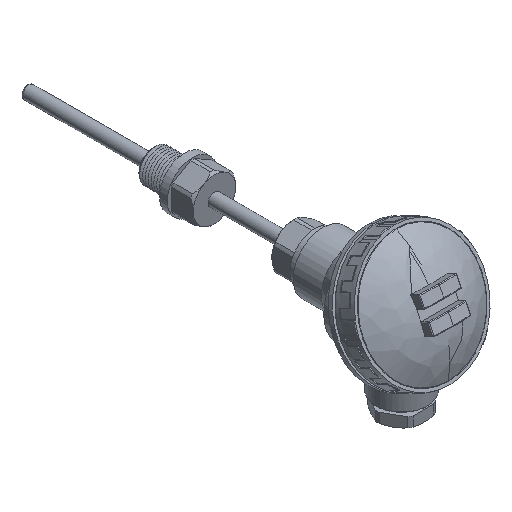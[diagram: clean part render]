
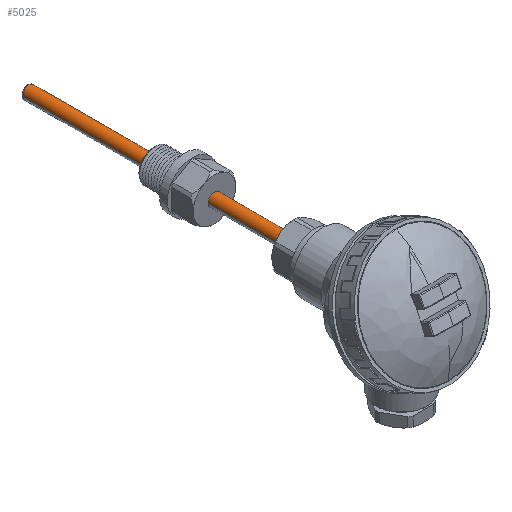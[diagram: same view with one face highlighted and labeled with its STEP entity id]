
A CAD part, isometric view. The second image highlights one B-rep face of the part: STEP entity #5025.
In plain terms, the highlighted cylindrical face has radius 4 mm (diameter 8 mm), a partial arc.
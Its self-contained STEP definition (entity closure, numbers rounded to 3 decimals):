
#1040 = ORIENTED_EDGE ( 'NONE', *, *, #11673, .T. ) ;
#1107 = CARTESIAN_POINT ( 'NONE',  ( 4., 0., -88.5 ) ) ;
#1164 = DIRECTION ( 'NONE',  ( 0., 0., -1. ) ) ;
#1196 = EDGE_LOOP ( 'NONE', ( #6999, #10834, #1040, #2704 ) ) ;
#1600 = DIRECTION ( 'NONE',  ( -1., 0., 0. ) ) ;
#2430 = LINE ( 'NONE', #9762, #13683 ) ;
#2621 = VERTEX_POINT ( 'NONE', #7478 ) ;
#2704 = ORIENTED_EDGE ( 'NONE', *, *, #15277, .T. ) ;
#3226 = CARTESIAN_POINT ( 'NONE',  ( 4., 0., 89.5 ) ) ;
#3696 = AXIS2_PLACEMENT_3D ( 'NONE', #9698, #15762, #10766 ) ;
#5019 = AXIS2_PLACEMENT_3D ( 'NONE', #7423, #9861, #12236 ) ;
#5025 = ADVANCED_FACE ( 'NONE', ( #8581 ), #13577, .T. ) ;
#6040 = CIRCLE ( 'NONE', #3696, 4. ) ;
#6287 = VECTOR ( 'NONE', #14288, 1000. ) ;
#6999 = ORIENTED_EDGE ( 'NONE', *, *, #15162, .F. ) ;
#7423 = CARTESIAN_POINT ( 'NONE',  ( 0., 0., -89.5 ) ) ;
#7478 = CARTESIAN_POINT ( 'NONE',  ( -4., 0., 89.5 ) ) ;
#8581 = FACE_OUTER_BOUND ( 'NONE', #1196, .T. ) ;
#8877 = DIRECTION ( 'NONE',  ( 0., 0., -1. ) ) ;
#9698 = CARTESIAN_POINT ( 'NONE',  ( 0., 0., -88.5 ) ) ;
#9762 = CARTESIAN_POINT ( 'NONE',  ( -4., 0., 89.5 ) ) ;
#9861 = DIRECTION ( 'NONE',  ( 0., 0., 1. ) ) ;
#10430 = CIRCLE ( 'NONE', #13266, 4. ) ;
#10544 = CARTESIAN_POINT ( 'NONE',  ( -4., 0., -88.5 ) ) ;
#10766 = DIRECTION ( 'NONE',  ( 0.995, 0.098, 0. ) ) ;
#10798 = EDGE_CURVE ( 'NONE', #2621, #13634, #10430, .T. ) ;
#10834 = ORIENTED_EDGE ( 'NONE', *, *, #10798, .T. ) ;
#11673 = EDGE_CURVE ( 'NONE', #13634, #14976, #12197, .T. ) ;
#12197 = LINE ( 'NONE', #15259, #6287 ) ;
#12236 = DIRECTION ( 'NONE',  ( 1., 0., 0. ) ) ;
#12533 = CARTESIAN_POINT ( 'NONE',  ( 0., 0., 89.5 ) ) ;
#12869 = VERTEX_POINT ( 'NONE', #10544 ) ;
#13266 = AXIS2_PLACEMENT_3D ( 'NONE', #12533, #8877, #1600 ) ;
#13577 = CYLINDRICAL_SURFACE ( 'NONE', #5019, 4. ) ;
#13634 = VERTEX_POINT ( 'NONE', #3226 ) ;
#13683 = VECTOR ( 'NONE', #1164, 1000. ) ;
#14288 = DIRECTION ( 'NONE',  ( 0., 0., -1. ) ) ;
#14976 = VERTEX_POINT ( 'NONE', #1107 ) ;
#15162 = EDGE_CURVE ( 'NONE', #2621, #12869, #2430, .T. ) ;
#15259 = CARTESIAN_POINT ( 'NONE',  ( 4., 0., 89.5 ) ) ;
#15277 = EDGE_CURVE ( 'NONE', #14976, #12869, #6040, .T. ) ;
#15762 = DIRECTION ( 'NONE',  ( 0., 0., 1. ) ) ;
